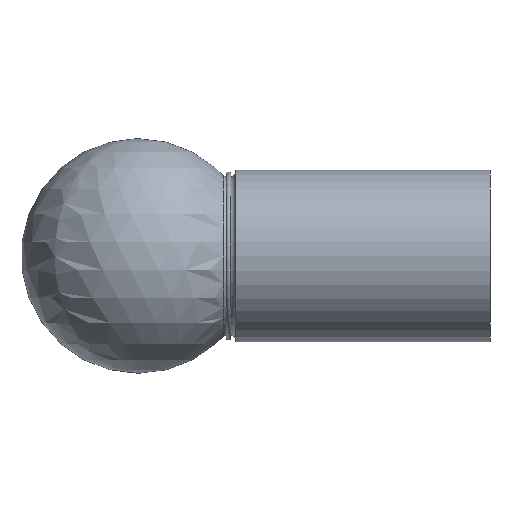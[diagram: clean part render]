
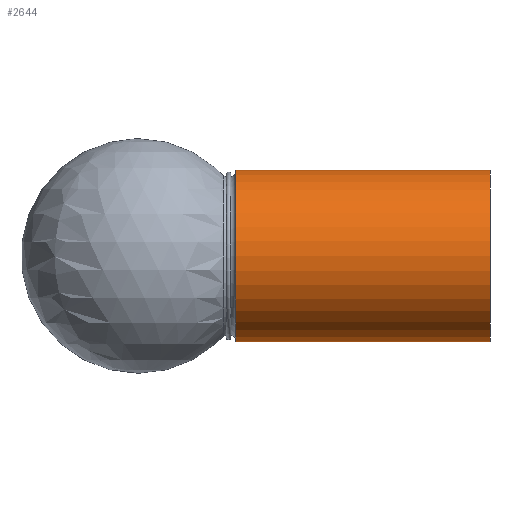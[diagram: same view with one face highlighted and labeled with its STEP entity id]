
A CAD part, left-side view. The second image highlights one B-rep face of the part: STEP entity #2644.
In plain terms, the highlighted cylindrical face has radius 11 mm (diameter 22 mm), a full revolution.
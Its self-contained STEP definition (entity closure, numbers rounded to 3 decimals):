
#2 = FACE_OUTER_BOUND ( 'NONE', #2026, .T. ) ;
#159 = EDGE_LOOP ( 'NONE', ( #2568 ) ) ;
#167 = DIRECTION ( 'NONE',  ( 1., 0., 0. ) ) ;
#234 = DIRECTION ( 'NONE',  ( 0., -1., 0. ) ) ;
#328 = AXIS2_PLACEMENT_3D ( 'NONE', #444, #674, #167 ) ;
#358 = EDGE_CURVE ( 'NONE', #609, #609, #1911, .T. ) ;
#444 = CARTESIAN_POINT ( 'NONE',  ( 0., -12.5, 0. ) ) ;
#462 = CARTESIAN_POINT ( 'NONE',  ( 0., -45., 0. ) ) ;
#609 = VERTEX_POINT ( 'NONE', #1565 ) ;
#674 = DIRECTION ( 'NONE',  ( 0., -1., 0. ) ) ;
#701 = CARTESIAN_POINT ( 'NONE',  ( 0., -45., 0. ) ) ;
#1339 = CIRCLE ( 'NONE', #1390, 11. ) ;
#1390 = AXIS2_PLACEMENT_3D ( 'NONE', #701, #234, #1415 ) ;
#1415 = DIRECTION ( 'NONE',  ( 1., 0., 0. ) ) ;
#1565 = CARTESIAN_POINT ( 'NONE',  ( 11., -12.5, 0. ) ) ;
#1911 = CIRCLE ( 'NONE', #328, 11. ) ;
#1925 = DIRECTION ( 'NONE',  ( 1., 0., 0. ) ) ;
#2026 = EDGE_LOOP ( 'NONE', ( #2552 ) ) ;
#2085 = VERTEX_POINT ( 'NONE', #2819 ) ;
#2348 = EDGE_CURVE ( 'NONE', #2085, #2085, #1339, .T. ) ;
#2364 = DIRECTION ( 'NONE',  ( 0., -1., 0. ) ) ;
#2372 = AXIS2_PLACEMENT_3D ( 'NONE', #462, #2364, #1925 ) ;
#2552 = ORIENTED_EDGE ( 'NONE', *, *, #358, .T. ) ;
#2568 = ORIENTED_EDGE ( 'NONE', *, *, #2348, .F. ) ;
#2576 = FACE_OUTER_BOUND ( 'NONE', #159, .T. ) ;
#2644 = ADVANCED_FACE ( 'NONE', ( #2, #2576 ), #3029, .T. ) ;
#2819 = CARTESIAN_POINT ( 'NONE',  ( 11., -45., 0. ) ) ;
#3029 = CYLINDRICAL_SURFACE ( 'NONE', #2372, 11. ) ;
